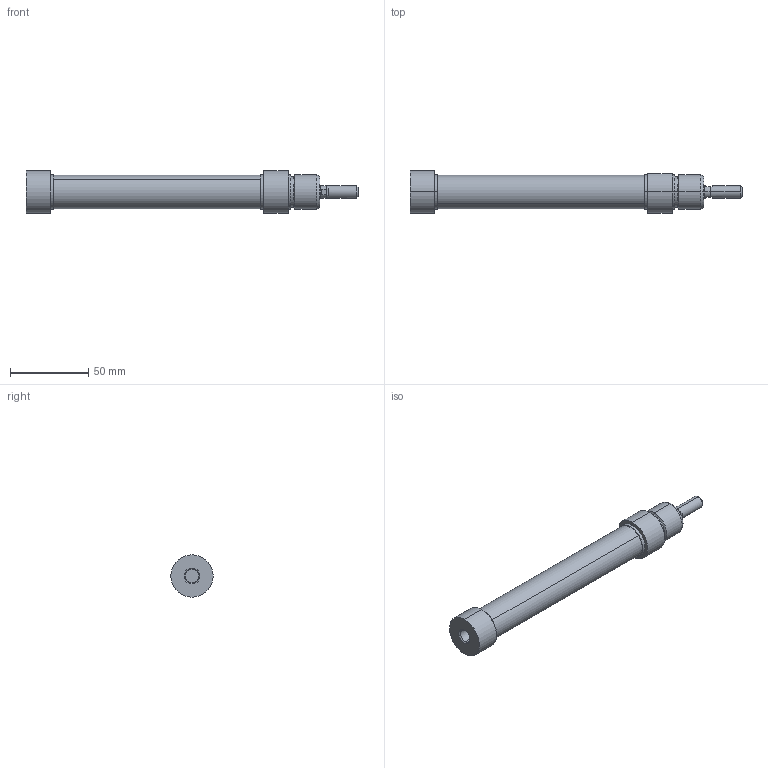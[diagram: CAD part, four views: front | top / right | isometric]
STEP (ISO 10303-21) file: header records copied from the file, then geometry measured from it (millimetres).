
FILE_DESCRIPTION (( 'STEP AP203' ), '1' );
FILE_NAME ('MFX0200100A.step', '2012-10-17T16:36:50', ( '' ), ( '' ), 'SwSTEP 2.0', 'SolidWorks 2012', '' );
FILE_SCHEMA (( 'CONFIG_CONTROL_DESIGN' ));
Length unit declared in the file: millimetre
Products named in the file (1): MFX0200100A
Bounding box: 211.5 x 27 x 27 mm (x, y, z)
Volume: 73402.6 mm3; surface area: 15871.2 mm2
Topology: 1 solids, 1 shells, 70 faces, 150 edges, 94 vertices
Faces by surface type: cylinder 30, plane 22, cone 14, torus 4
Entity records: 2072 total; most frequent: CARTESIAN_POINT 418, DIRECTION 366, ORIENTED_EDGE 300, AXIS2_PLACEMENT_3D 153, EDGE_CURVE 150, VERTEX_POINT 94, CIRCLE 82, EDGE_LOOP 82
